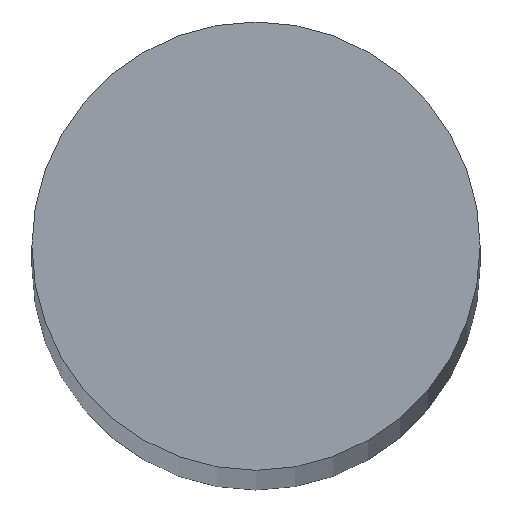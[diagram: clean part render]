
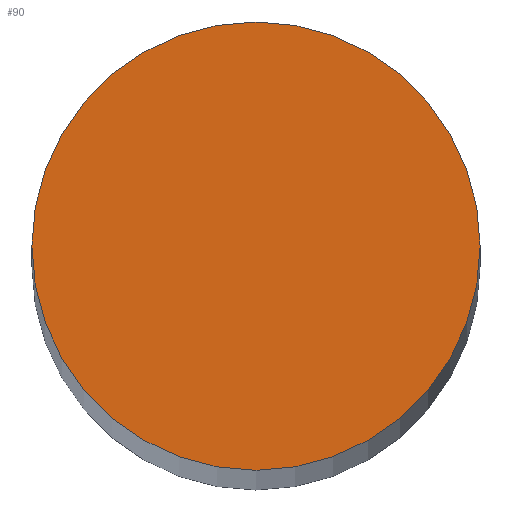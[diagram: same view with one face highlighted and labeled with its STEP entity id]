
A CAD part, top view. The second image highlights one B-rep face of the part: STEP entity #90.
In plain terms, the highlighted planar face has unit normal (0, 0, 1).
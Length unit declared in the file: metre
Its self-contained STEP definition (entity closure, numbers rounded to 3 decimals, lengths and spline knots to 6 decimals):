
#1 = EDGE_LOOP ( 'NONE', ( #36, #20 ) ) ;
#4 = AXIS2_PLACEMENT_3D ( 'NONE', #140, #71, #45 ) ;
#20 = ORIENTED_EDGE ( 'NONE', *, *, #73, .T. ) ;
#22 = AXIS2_PLACEMENT_3D ( 'NONE', #56, #138, #67 ) ;
#23 = DIRECTION ( 'NONE',  ( 0., 0., 1. ) ) ;
#35 = PLANE ( 'NONE',  #22 ) ;
#36 = ORIENTED_EDGE ( 'NONE', *, *, #38, .T. ) ;
#38 = EDGE_CURVE ( 'NONE', #135, #86, #48, .T. ) ;
#44 = FACE_OUTER_BOUND ( 'NONE', #1, .T. ) ;
#45 = DIRECTION ( 'NONE',  ( 1., 0., 0. ) ) ;
#48 = CIRCLE ( 'NONE', #87, 0.000794 ) ;
#56 = CARTESIAN_POINT ( 'NONE',  ( 0., 0., 0.04 ) ) ;
#67 = DIRECTION ( 'NONE',  ( 1., 0., 0. ) ) ;
#71 = DIRECTION ( 'NONE',  ( 0., 0., 1. ) ) ;
#73 = EDGE_CURVE ( 'NONE', #86, #135, #110, .T. ) ;
#86 = VERTEX_POINT ( 'NONE', #107 ) ;
#87 = AXIS2_PLACEMENT_3D ( 'NONE', #91, #23, #103 ) ;
#90 = ADVANCED_FACE ( 'NONE', ( #44 ), #35, .T. ) ;
#91 = CARTESIAN_POINT ( 'NONE',  ( 0., 0., 0.04 ) ) ;
#103 = DIRECTION ( 'NONE',  ( 1., 0., 0. ) ) ;
#107 = CARTESIAN_POINT ( 'NONE',  ( 0.000794, 0., 0.04 ) ) ;
#110 = CIRCLE ( 'NONE', #4, 0.000794 ) ;
#128 = CARTESIAN_POINT ( 'NONE',  ( -0.000794, 0., 0.04 ) ) ;
#135 = VERTEX_POINT ( 'NONE', #128 ) ;
#138 = DIRECTION ( 'NONE',  ( 0., 0., 1. ) ) ;
#140 = CARTESIAN_POINT ( 'NONE',  ( 0., 0., 0.04 ) ) ;
